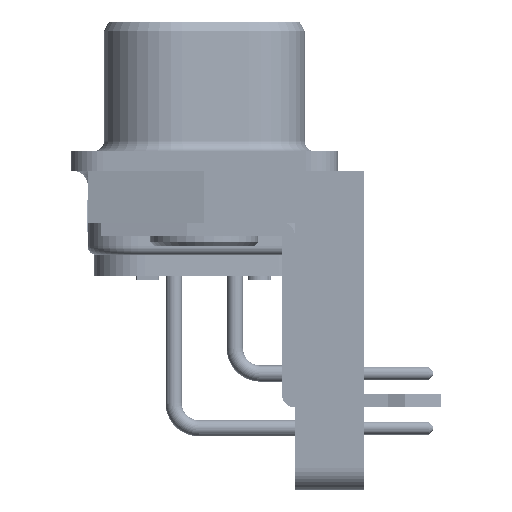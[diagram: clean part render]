
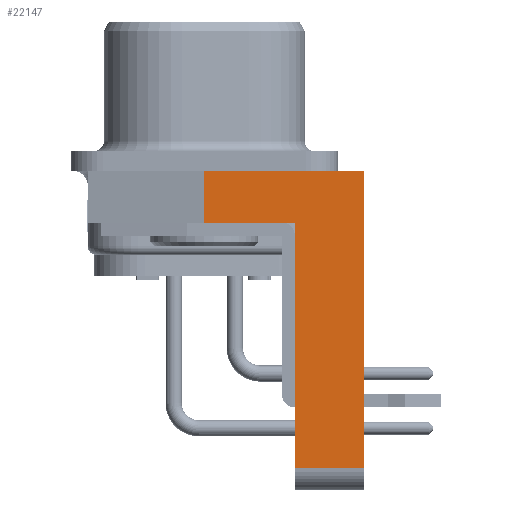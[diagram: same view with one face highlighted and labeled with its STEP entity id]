
A CAD part, left-side view. The second image highlights one B-rep face of the part: STEP entity #22147.
In plain terms, the highlighted planar face has unit normal (-1, 0, 0).
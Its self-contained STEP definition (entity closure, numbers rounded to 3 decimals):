
#2135=LINE('',#40704,#3906);
#2138=LINE('',#40713,#3909);
#2143=LINE('',#40723,#3914);
#2144=LINE('',#40726,#3915);
#2145=LINE('',#40727,#3916);
#2146=LINE('',#40728,#3917);
#3906=VECTOR('',#30071,1000.);
#3909=VECTOR('',#30078,1000.);
#3914=VECTOR('',#30085,1000.);
#3915=VECTOR('',#30086,1000.);
#3916=VECTOR('',#30087,1000.);
#3917=VECTOR('',#30088,1000.);
#9653=ORIENTED_EDGE('',*,*,#13570,.F.);
#9654=ORIENTED_EDGE('',*,*,#13571,.F.);
#9655=ORIENTED_EDGE('',*,*,#13561,.F.);
#9656=ORIENTED_EDGE('',*,*,#13572,.T.);
#9657=ORIENTED_EDGE('',*,*,#13565,.T.);
#9658=ORIENTED_EDGE('',*,*,#13573,.T.);
#13561=EDGE_CURVE('',#15877,#15878,#2135,.T.);
#13565=EDGE_CURVE('',#15882,#15881,#2138,.T.);
#13570=EDGE_CURVE('',#15886,#15887,#2143,.T.);
#13571=EDGE_CURVE('',#15878,#15886,#2144,.T.);
#13572=EDGE_CURVE('',#15877,#15882,#2145,.T.);
#13573=EDGE_CURVE('',#15881,#15887,#2146,.T.);
#15877=VERTEX_POINT('',#40703);
#15878=VERTEX_POINT('',#40705);
#15881=VERTEX_POINT('',#40712);
#15882=VERTEX_POINT('',#40714);
#15886=VERTEX_POINT('',#40724);
#15887=VERTEX_POINT('',#40725);
#17846=EDGE_LOOP('',(#9653,#9654,#9655,#9656,#9657,#9658));
#19768=FACE_BOUND('',#17846,.T.);
#21040=PLANE('',#25199);
#22147=ADVANCED_FACE('',(#19768),#21040,.T.);
#25199=AXIS2_PLACEMENT_3D('',#40722,#30083,#30084);
#30071=DIRECTION('',(0.,-1.,0.));
#30078=DIRECTION('',(0.,-1.,0.));
#30083=DIRECTION('',(-1.,0.,0.));
#30084=DIRECTION('',(0.,0.,1.));
#30085=DIRECTION('',(0.,1.,0.));
#30086=DIRECTION('',(0.,0.,-1.));
#30087=DIRECTION('',(0.,0.,-1.));
#30088=DIRECTION('',(0.,0.,-1.));
#40703=CARTESIAN_POINT('',(-34.65,7.4,0.));
#40704=CARTESIAN_POINT('',(-34.65,7.4,0.));
#40705=CARTESIAN_POINT('',(-34.65,0.,0.));
#40712=CARTESIAN_POINT('',(-34.65,3.2,-2.4));
#40713=CARTESIAN_POINT('',(-34.65,7.4,-2.4));
#40714=CARTESIAN_POINT('',(-34.65,7.4,-2.4));
#40722=CARTESIAN_POINT('',(-34.65,7.4,0.));
#40723=CARTESIAN_POINT('',(-34.65,4.5,-13.8));
#40724=CARTESIAN_POINT('',(-34.65,0.,-13.8));
#40725=CARTESIAN_POINT('',(-34.65,3.2,-13.8));
#40726=CARTESIAN_POINT('',(-34.65,0.,0.));
#40727=CARTESIAN_POINT('',(-34.65,7.4,0.));
#40728=CARTESIAN_POINT('',(-34.65,3.2,-2.4));
